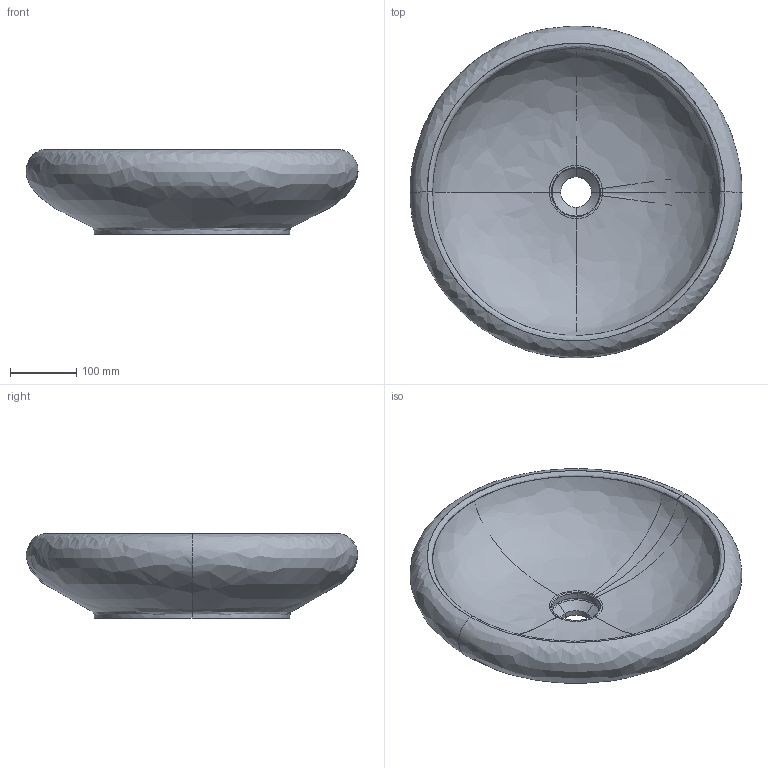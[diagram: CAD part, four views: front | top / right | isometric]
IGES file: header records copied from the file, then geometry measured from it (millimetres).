
Global section: file name: 4522urun.igs; native system: NX V7.5; preprocessor: SIEMENS PLM Software NX 7.5; date: 20121210.110848; units: millimetre
Bounding box: 499.49 x 499.36 x 127.49 mm (x, y, z)
Surface area: 712093.1 mm2 (no closed solid volume)
Topology: 0 solids, 2 shells, 110 faces, 536 edges, 530 vertices
Faces by surface type: bspline 102, offset 8
